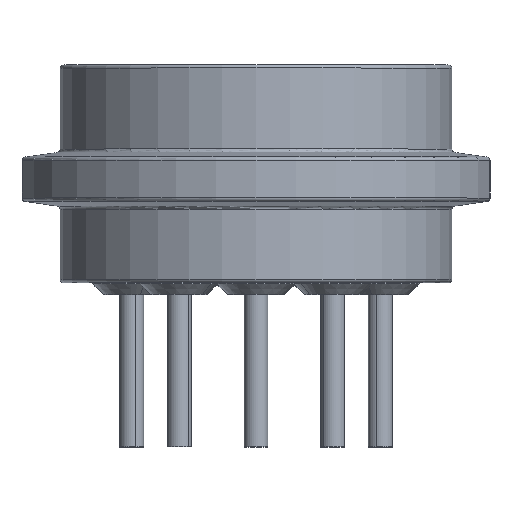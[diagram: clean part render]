
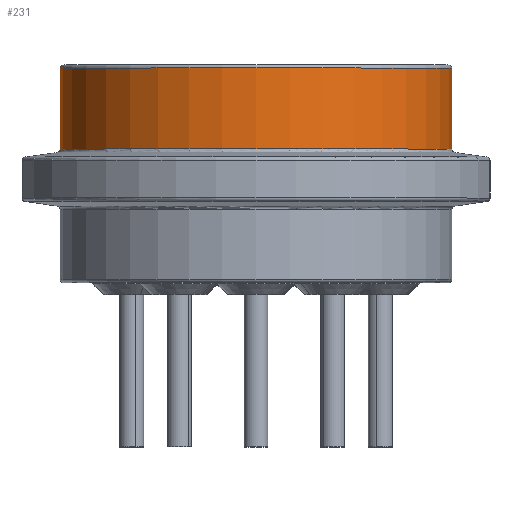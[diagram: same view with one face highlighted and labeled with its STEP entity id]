
A CAD part, top view. The second image highlights one B-rep face of the part: STEP entity #231.
In plain terms, the highlighted cylindrical face has radius 9 mm (diameter 18 mm), a partial arc.
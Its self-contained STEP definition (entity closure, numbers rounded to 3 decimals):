
#231 = ADVANCED_FACE ( 'NONE', ( #2936 ), #2941, .T. ) ;
#751 = CARTESIAN_POINT ( 'NONE',  ( 0., -0.15, 0. ) ) ;
#752 = DIRECTION ( 'NONE',  ( 0., 1., 0. ) ) ;
#753 = DIRECTION ( 'NONE',  ( -1., 0., 0. ) ) ;
#754 = DIRECTION ( 'NONE',  ( 0., 1., 0. ) ) ;
#764 = CARTESIAN_POINT ( 'NONE',  ( 9., 0., 0. ) ) ;
#765 = CARTESIAN_POINT ( 'NONE',  ( 0., -3.868, 0. ) ) ;
#766 = DIRECTION ( 'NONE',  ( 0., 1., 0. ) ) ;
#767 = DIRECTION ( 'NONE',  ( -1., 0., 0. ) ) ;
#768 = CARTESIAN_POINT ( 'NONE',  ( -9., 0., 0. ) ) ;
#769 = DIRECTION ( 'NONE',  ( 0., 1., 0. ) ) ;
#1552 = CARTESIAN_POINT ( 'NONE',  ( -9., -0.15, 0. ) ) ;
#1553 = CARTESIAN_POINT ( 'NONE',  ( 9., -0.15, 0. ) ) ;
#1554 = CARTESIAN_POINT ( 'NONE',  ( -9., -3.868, 0. ) ) ;
#1557 = CARTESIAN_POINT ( 'NONE',  ( 9., -3.868, 0. ) ) ;
#1937 = EDGE_CURVE ( 'NONE', #2220, #2221, #4353, .T. ) ;
#1941 = EDGE_CURVE ( 'NONE', #2222, #2225, #4359, .T. ) ;
#1942 = EDGE_CURVE ( 'NONE', #2225, #2221, #4360, .T. ) ;
#1943 = EDGE_CURVE ( 'NONE', #2222, #2220, #4362, .T. ) ;
#2090 = EDGE_LOOP ( 'NONE', ( #2368, #2369, #2370, #2371 ) ) ;
#2220 = VERTEX_POINT ( 'NONE', #1552 ) ;
#2221 = VERTEX_POINT ( 'NONE', #1553 ) ;
#2222 = VERTEX_POINT ( 'NONE', #1554 ) ;
#2225 = VERTEX_POINT ( 'NONE', #1557 ) ;
#2368 = ORIENTED_EDGE ( 'NONE', *, *, #1941, .T. ) ;
#2369 = ORIENTED_EDGE ( 'NONE', *, *, #1942, .T. ) ;
#2370 = ORIENTED_EDGE ( 'NONE', *, *, #1937, .F. ) ;
#2371 = ORIENTED_EDGE ( 'NONE', *, *, #1943, .F. ) ;
#2936 = FACE_OUTER_BOUND ( 'NONE', #2090, .T. ) ;
#2941 = CYLINDRICAL_SURFACE ( 'NONE', #3279, 9. ) ;
#3279 = AXIS2_PLACEMENT_3D ( 'NONE', #3612, #3613, #3621 ) ;
#3612 = CARTESIAN_POINT ( 'NONE',  ( 0., 0., 0. ) ) ;
#3613 = DIRECTION ( 'NONE',  ( 0., 1., 0. ) ) ;
#3621 = DIRECTION ( 'NONE',  ( -1., 0., 0. ) ) ;
#4353 = CIRCLE ( 'NONE', #4801, 9. ) ;
#4359 = CIRCLE ( 'NONE', #4805, 9. ) ;
#4360 = LINE ( 'NONE', #764, #4363 ) ;
#4362 = LINE ( 'NONE', #768, #4365 ) ;
#4363 = VECTOR ( 'NONE', #754, 1000. ) ;
#4365 = VECTOR ( 'NONE', #769, 1000. ) ;
#4801 = AXIS2_PLACEMENT_3D ( 'NONE', #751, #752, #753 ) ;
#4805 = AXIS2_PLACEMENT_3D ( 'NONE', #765, #766, #767 ) ;
